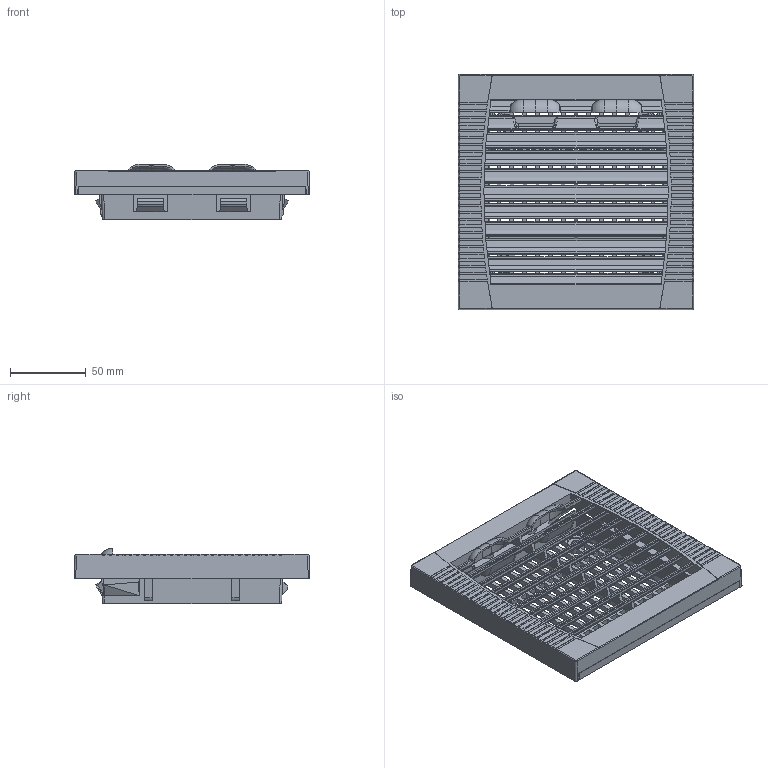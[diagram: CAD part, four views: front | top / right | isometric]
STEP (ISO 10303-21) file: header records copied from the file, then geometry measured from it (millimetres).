
FILE_DESCRIPTION(('FreeCAD Model'),'2;1');
FILE_NAME('LFGS120.stp', '2019-12-02T08:41:45',('Author'),(''), 'Open CASCADE STEP processor 7.3','FreeCAD','Unknown');
FILE_SCHEMA(('AUTOMOTIVE_DESIGN { 1 0 10303 214 1 1 1 1 }'));
Length unit declared in the file: millimetre
Products named in the file (3): LFGS120; Frame_Base; Frame_Grille
Assembly tree (2 placements, depth 2):
  LFGS120
    Frame_Base
    Frame_Grille
Bounding box: 156 x 156 x 36.78 mm (x, y, z)
Volume: 150889.8 mm3; surface area: 157503.5 mm2
Topology: 2 solids, 2 shells, 1502 faces, 4556 edges, 2945 vertices
Faces by surface type: plane 755, cylinder 641, bspline 84, cone 14, revolution 8
Entity records: 198792 total; most frequent: CARTESIAN_POINT 122616, DIRECTION 9450, ORIENTED_EDGE 9112, PCURVE 9112, DEFINITIONAL_REPRESENTATION 9112, B_SPLINE_CURVE_WITH_KNOTS 6939, LINE 6051, VECTOR 6051
